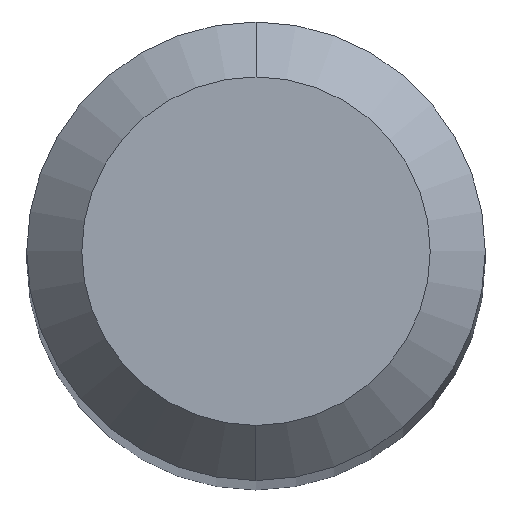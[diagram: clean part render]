
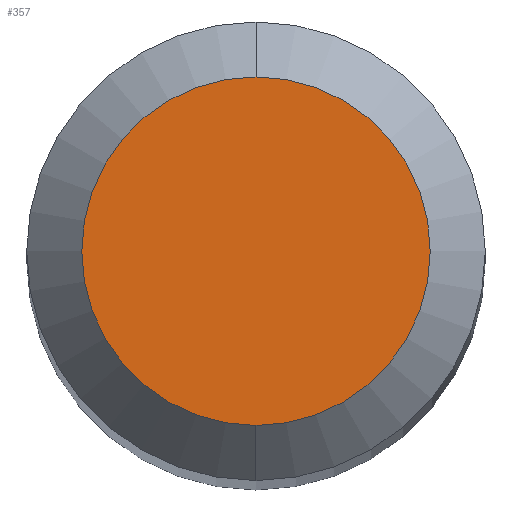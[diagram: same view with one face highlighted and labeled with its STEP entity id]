
A CAD part, top view. The second image highlights one B-rep face of the part: STEP entity #357.
In plain terms, the highlighted planar face has unit normal (0, 0, 1).
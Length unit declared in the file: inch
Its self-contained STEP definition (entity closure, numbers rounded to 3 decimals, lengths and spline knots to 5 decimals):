
#9 = DIRECTION ( 'NONE',  ( 0., 0., -1. ) ) ;
#33 = CARTESIAN_POINT ( 'NONE',  ( 0., 0., 0. ) ) ;
#40 = AXIS2_PLACEMENT_3D ( 'NONE', #440, #9, #264 ) ;
#78 = DIRECTION ( 'NONE',  ( 0., 0., 1. ) ) ;
#103 = ORIENTED_EDGE ( 'NONE', *, *, #208, .T. ) ;
#175 = DIRECTION ( 'NONE',  ( 0., 0., 1. ) ) ;
#205 = VERTEX_POINT ( 'NONE', #259 ) ;
#208 = EDGE_CURVE ( 'NONE', #506, #205, #398, .T. ) ;
#217 = DIRECTION ( 'NONE',  ( 0., -1., 0. ) ) ;
#246 = CARTESIAN_POINT ( 'NONE',  ( 0., 0.0475, 0. ) ) ;
#259 = CARTESIAN_POINT ( 'NONE',  ( 0., -0.0475, 0. ) ) ;
#264 = DIRECTION ( 'NONE',  ( 0., 1., 0. ) ) ;
#265 = PLANE ( 'NONE',  #40 ) ;
#294 = EDGE_CURVE ( 'NONE', #205, #506, #482, .T. ) ;
#357 = ADVANCED_FACE ( 'NONE', ( #530 ), #265, .F. ) ;
#398 = CIRCLE ( 'NONE', #443, 0.0475 ) ;
#440 = CARTESIAN_POINT ( 'NONE',  ( 0., 0.0475, 0. ) ) ;
#443 = AXIS2_PLACEMENT_3D ( 'NONE', #33, #78, #558 ) ;
#470 = CARTESIAN_POINT ( 'NONE',  ( 0., 0., 0. ) ) ;
#482 = CIRCLE ( 'NONE', #537, 0.0475 ) ;
#506 = VERTEX_POINT ( 'NONE', #246 ) ;
#515 = EDGE_LOOP ( 'NONE', ( #103, #547 ) ) ;
#530 = FACE_OUTER_BOUND ( 'NONE', #515, .T. ) ;
#537 = AXIS2_PLACEMENT_3D ( 'NONE', #470, #175, #217 ) ;
#547 = ORIENTED_EDGE ( 'NONE', *, *, #294, .T. ) ;
#558 = DIRECTION ( 'NONE',  ( 0., -1., 0. ) ) ;
